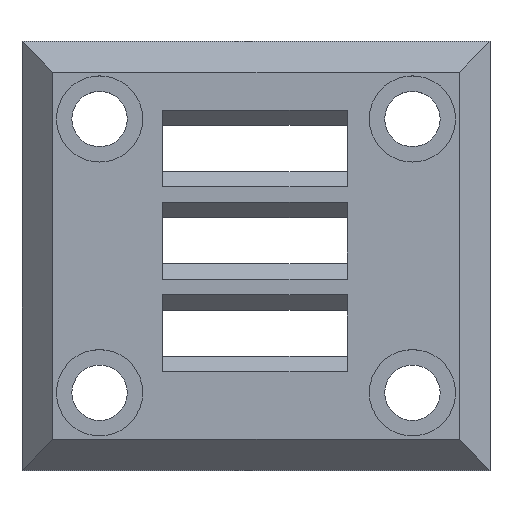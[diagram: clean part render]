
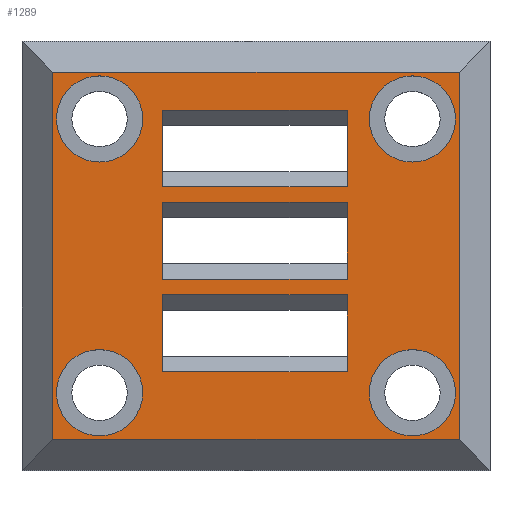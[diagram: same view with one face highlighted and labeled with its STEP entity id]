
A CAD part, top view. The second image highlights one B-rep face of the part: STEP entity #1289.
In plain terms, the highlighted planar face has unit normal (0, 0, 1).
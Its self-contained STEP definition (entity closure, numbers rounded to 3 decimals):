
#23=FACE_BOUND('',#146,.T.);
#24=FACE_BOUND('',#147,.T.);
#25=FACE_BOUND('',#148,.T.);
#26=FACE_BOUND('',#149,.T.);
#27=FACE_BOUND('',#150,.T.);
#28=FACE_BOUND('',#151,.T.);
#29=FACE_BOUND('',#152,.T.);
#41=CIRCLE('',#1360,2.8);
#42=CIRCLE('',#1361,2.8);
#43=CIRCLE('',#1362,2.8);
#44=CIRCLE('',#1363,2.8);
#77=FACE_OUTER_BOUND('',#145,.T.);
#145=EDGE_LOOP('',(#953,#954,#955,#956));
#146=EDGE_LOOP('',(#957));
#147=EDGE_LOOP('',(#958));
#148=EDGE_LOOP('',(#959));
#149=EDGE_LOOP('',(#960));
#150=EDGE_LOOP('',(#961,#962,#963,#964));
#151=EDGE_LOOP('',(#965,#966,#967,#968));
#152=EDGE_LOOP('',(#969,#970,#971,#972));
#269=LINE('',#1880,#435);
#273=LINE('',#1887,#439);
#276=LINE('',#1892,#442);
#278=LINE('',#1895,#444);
#284=LINE('',#1916,#450);
#285=LINE('',#1918,#451);
#286=LINE('',#1920,#452);
#287=LINE('',#1921,#453);
#288=LINE('',#1924,#454);
#289=LINE('',#1926,#455);
#290=LINE('',#1928,#456);
#291=LINE('',#1929,#457);
#292=LINE('',#1932,#458);
#293=LINE('',#1934,#459);
#294=LINE('',#1936,#460);
#295=LINE('',#1937,#461);
#435=VECTOR('',#1515,10.);
#439=VECTOR('',#1521,10.);
#442=VECTOR('',#1526,10.);
#444=VECTOR('',#1530,10.);
#450=VECTOR('',#1548,10.);
#451=VECTOR('',#1549,10.);
#452=VECTOR('',#1550,10.);
#453=VECTOR('',#1551,10.);
#454=VECTOR('',#1552,10.);
#455=VECTOR('',#1553,10.);
#456=VECTOR('',#1554,10.);
#457=VECTOR('',#1555,10.);
#458=VECTOR('',#1556,10.);
#459=VECTOR('',#1557,10.);
#460=VECTOR('',#1558,10.);
#461=VECTOR('',#1559,10.);
#587=VERTEX_POINT('',#1878);
#588=VERTEX_POINT('',#1879);
#590=VERTEX_POINT('',#1886);
#591=VERTEX_POINT('',#1891);
#595=VERTEX_POINT('',#1906);
#596=VERTEX_POINT('',#1908);
#597=VERTEX_POINT('',#1910);
#598=VERTEX_POINT('',#1912);
#599=VERTEX_POINT('',#1914);
#600=VERTEX_POINT('',#1915);
#601=VERTEX_POINT('',#1917);
#602=VERTEX_POINT('',#1919);
#603=VERTEX_POINT('',#1922);
#604=VERTEX_POINT('',#1923);
#605=VERTEX_POINT('',#1925);
#606=VERTEX_POINT('',#1927);
#607=VERTEX_POINT('',#1930);
#608=VERTEX_POINT('',#1931);
#609=VERTEX_POINT('',#1933);
#610=VERTEX_POINT('',#1935);
#721=EDGE_CURVE('',#587,#588,#269,.T.);
#725=EDGE_CURVE('',#588,#590,#273,.T.);
#728=EDGE_CURVE('',#590,#591,#276,.T.);
#730=EDGE_CURVE('',#591,#587,#278,.T.);
#736=EDGE_CURVE('',#595,#595,#41,.T.);
#737=EDGE_CURVE('',#596,#596,#42,.T.);
#738=EDGE_CURVE('',#597,#597,#43,.T.);
#739=EDGE_CURVE('',#598,#598,#44,.T.);
#740=EDGE_CURVE('',#599,#600,#284,.T.);
#741=EDGE_CURVE('',#601,#600,#285,.T.);
#742=EDGE_CURVE('',#601,#602,#286,.T.);
#743=EDGE_CURVE('',#599,#602,#287,.T.);
#744=EDGE_CURVE('',#603,#604,#288,.T.);
#745=EDGE_CURVE('',#605,#604,#289,.T.);
#746=EDGE_CURVE('',#605,#606,#290,.T.);
#747=EDGE_CURVE('',#603,#606,#291,.T.);
#748=EDGE_CURVE('',#607,#608,#292,.T.);
#749=EDGE_CURVE('',#609,#608,#293,.T.);
#750=EDGE_CURVE('',#609,#610,#294,.T.);
#751=EDGE_CURVE('',#607,#610,#295,.T.);
#953=ORIENTED_EDGE('',*,*,#721,.F.);
#954=ORIENTED_EDGE('',*,*,#730,.F.);
#955=ORIENTED_EDGE('',*,*,#728,.F.);
#956=ORIENTED_EDGE('',*,*,#725,.F.);
#957=ORIENTED_EDGE('',*,*,#736,.T.);
#958=ORIENTED_EDGE('',*,*,#737,.T.);
#959=ORIENTED_EDGE('',*,*,#738,.T.);
#960=ORIENTED_EDGE('',*,*,#739,.T.);
#961=ORIENTED_EDGE('',*,*,#740,.T.);
#962=ORIENTED_EDGE('',*,*,#741,.F.);
#963=ORIENTED_EDGE('',*,*,#742,.T.);
#964=ORIENTED_EDGE('',*,*,#743,.F.);
#965=ORIENTED_EDGE('',*,*,#744,.T.);
#966=ORIENTED_EDGE('',*,*,#745,.F.);
#967=ORIENTED_EDGE('',*,*,#746,.T.);
#968=ORIENTED_EDGE('',*,*,#747,.F.);
#969=ORIENTED_EDGE('',*,*,#748,.T.);
#970=ORIENTED_EDGE('',*,*,#749,.F.);
#971=ORIENTED_EDGE('',*,*,#750,.T.);
#972=ORIENTED_EDGE('',*,*,#751,.F.);
#1229=PLANE('',#1359);
#1289=ADVANCED_FACE('',(#77,#23,#24,#25,#26,#27,#28,#29),#1229,.T.);
#1359=AXIS2_PLACEMENT_3D('',#1905,#1538,#1539);
#1360=AXIS2_PLACEMENT_3D('',#1907,#1540,#1541);
#1361=AXIS2_PLACEMENT_3D('',#1909,#1542,#1543);
#1362=AXIS2_PLACEMENT_3D('',#1911,#1544,#1545);
#1363=AXIS2_PLACEMENT_3D('',#1913,#1546,#1547);
#1515=DIRECTION('',(0.,-1.,0.));
#1521=DIRECTION('',(-1.,0.,0.));
#1526=DIRECTION('',(0.,1.,0.));
#1530=DIRECTION('',(1.,0.,0.));
#1538=DIRECTION('center_axis',(0.,0.,1.));
#1539=DIRECTION('ref_axis',(1.,0.,0.));
#1540=DIRECTION('center_axis',(0.,0.,-1.));
#1541=DIRECTION('ref_axis',(-1.,0.,0.));
#1542=DIRECTION('center_axis',(0.,0.,-1.));
#1543=DIRECTION('ref_axis',(-1.,0.,0.));
#1544=DIRECTION('center_axis',(0.,0.,-1.));
#1545=DIRECTION('ref_axis',(-1.,0.,0.));
#1546=DIRECTION('center_axis',(0.,0.,-1.));
#1547=DIRECTION('ref_axis',(-1.,0.,0.));
#1548=DIRECTION('',(0.,-1.,0.));
#1549=DIRECTION('',(1.,0.,0.));
#1550=DIRECTION('',(0.,1.,0.));
#1551=DIRECTION('',(-1.,0.,0.));
#1552=DIRECTION('',(0.,-1.,0.));
#1553=DIRECTION('',(1.,0.,0.));
#1554=DIRECTION('',(0.,1.,0.));
#1555=DIRECTION('',(-1.,0.,0.));
#1556=DIRECTION('',(0.,-1.,0.));
#1557=DIRECTION('',(1.,0.,0.));
#1558=DIRECTION('',(0.,1.,0.));
#1559=DIRECTION('',(-1.,0.,0.));
#1878=CARTESIAN_POINT('',(25.9,23.36,11.57));
#1879=CARTESIAN_POINT('',(25.9,-0.5,11.57));
#1880=CARTESIAN_POINT('',(25.9,18.145,11.57));
#1886=CARTESIAN_POINT('',(-0.5,-0.5,11.57));
#1887=CARTESIAN_POINT('',(20.05,-0.5,11.57));
#1891=CARTESIAN_POINT('',(-0.5,23.36,11.57));
#1892=CARTESIAN_POINT('',(-0.5,4.715,11.57));
#1895=CARTESIAN_POINT('',(5.35,23.36,11.57));
#1905=CARTESIAN_POINT('Origin',(12.7,11.43,11.57));
#1906=CARTESIAN_POINT('',(5.34,20.32,11.57));
#1907=CARTESIAN_POINT('Origin',(2.54,20.32,11.57));
#1908=CARTESIAN_POINT('',(25.66,20.32,11.57));
#1909=CARTESIAN_POINT('Origin',(22.86,20.32,11.57));
#1910=CARTESIAN_POINT('',(5.34,2.54,11.57));
#1911=CARTESIAN_POINT('Origin',(2.54,2.54,11.57));
#1912=CARTESIAN_POINT('',(25.66,2.54,11.57));
#1913=CARTESIAN_POINT('Origin',(22.86,2.54,11.57));
#1914=CARTESIAN_POINT('',(18.626,8.903,11.57));
#1915=CARTESIAN_POINT('',(18.626,3.903,11.57));
#1916=CARTESIAN_POINT('',(18.626,9.667,11.57));
#1917=CARTESIAN_POINT('',(6.626,3.903,11.57));
#1918=CARTESIAN_POINT('',(15.663,3.903,11.57));
#1919=CARTESIAN_POINT('',(6.626,8.903,11.57));
#1920=CARTESIAN_POINT('',(6.626,8.167,11.57));
#1921=CARTESIAN_POINT('',(9.663,8.903,11.57));
#1922=CARTESIAN_POINT('',(18.626,14.903,11.57));
#1923=CARTESIAN_POINT('',(18.626,9.903,11.57));
#1924=CARTESIAN_POINT('',(18.626,12.667,11.57));
#1925=CARTESIAN_POINT('',(6.626,9.903,11.57));
#1926=CARTESIAN_POINT('',(15.663,9.903,11.57));
#1927=CARTESIAN_POINT('',(6.626,14.903,11.57));
#1928=CARTESIAN_POINT('',(6.626,11.167,11.57));
#1929=CARTESIAN_POINT('',(9.663,14.903,11.57));
#1930=CARTESIAN_POINT('',(18.626,20.903,11.57));
#1931=CARTESIAN_POINT('',(18.626,15.903,11.57));
#1932=CARTESIAN_POINT('',(18.626,15.667,11.57));
#1933=CARTESIAN_POINT('',(6.626,15.903,11.57));
#1934=CARTESIAN_POINT('',(15.663,15.903,11.57));
#1935=CARTESIAN_POINT('',(6.626,20.903,11.57));
#1936=CARTESIAN_POINT('',(6.626,14.167,11.57));
#1937=CARTESIAN_POINT('',(9.663,20.903,11.57));
